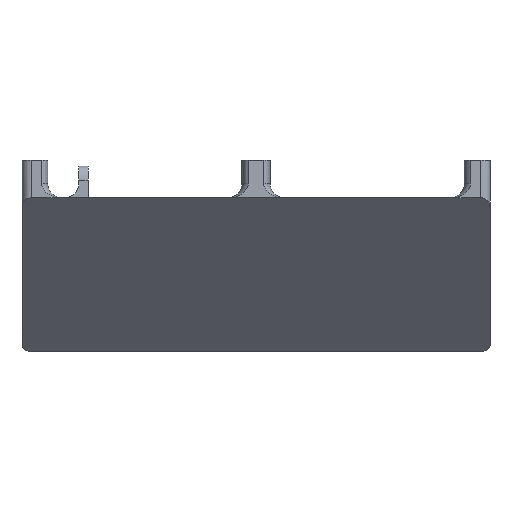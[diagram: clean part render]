
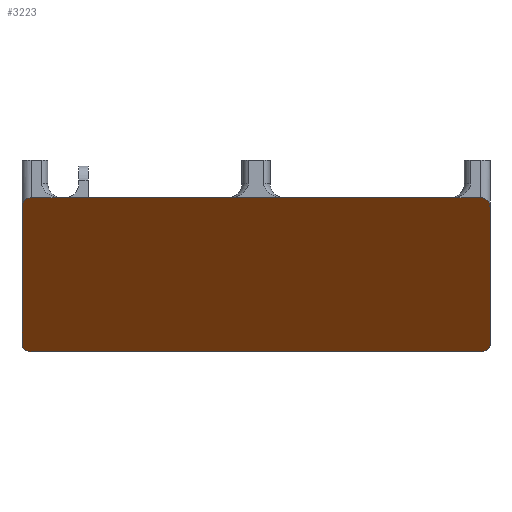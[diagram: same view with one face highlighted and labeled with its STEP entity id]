
A CAD part, front view. The second image highlights one B-rep face of the part: STEP entity #3223.
In plain terms, the highlighted planar face has unit normal (0, -0.707, -0.707).
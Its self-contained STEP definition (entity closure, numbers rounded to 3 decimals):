
#55 = LINE ( 'NONE', #1623, #5908 ) ;
#96 = VERTEX_POINT ( 'NONE', #2211 ) ;
#136 = CARTESIAN_POINT ( 'NONE',  ( -2.536, 61.507, -78.972 ) ) ;
#202 = LINE ( 'NONE', #3668, #3850 ) ;
#272 = CARTESIAN_POINT ( 'NONE',  ( 1.464, 2.536, -20. ) ) ;
#285 = VERTEX_POINT ( 'NONE', #2016 ) ;
#349 = EDGE_CURVE ( 'NONE', #4751, #4453, #5451, .T. ) ;
#429 = EDGE_CURVE ( 'NONE', #3670, #642, #1219, .T. ) ;
#441 = DIRECTION ( 'NONE',  ( 0., -0.707, 0.707 ) ) ;
#538 = LINE ( 'NONE', #1057, #6119 ) ;
#570 = VECTOR ( 'NONE', #3863, 1000. ) ;
#613 = AXIS2_PLACEMENT_3D ( 'NONE', #1180, #1707, #1676 ) ;
#631 = DIRECTION ( 'NONE',  ( -1., 0., 0. ) ) ;
#642 = VERTEX_POINT ( 'NONE', #2327 ) ;
#918 = LINE ( 'NONE', #2924, #570 ) ;
#981 = CARTESIAN_POINT ( 'NONE',  ( -198.536, 0.192, -17.657 ) ) ;
#1046 = CARTESIAN_POINT ( 'NONE',  ( 148.598, -1.464, -16. ) ) ;
#1057 = CARTESIAN_POINT ( 'NONE',  ( -198.536, 64.336, -81.8 ) ) ;
#1139 = AXIS2_PLACEMENT_3D ( 'NONE', #136, #1150, #2138 ) ;
#1150 = DIRECTION ( 'NONE',  ( 0., -0.707, -0.707 ) ) ;
#1178 = EDGE_CURVE ( 'NONE', #285, #96, #55, .T. ) ;
#1180 = CARTESIAN_POINT ( 'NONE',  ( 148.598, 64.336, -81.8 ) ) ;
#1219 = LINE ( 'NONE', #2728, #5275 ) ;
#1250 = DIRECTION ( 'NONE',  ( -1., 0., 0. ) ) ;
#1520 = ORIENTED_EDGE ( 'NONE', *, *, #1178, .F. ) ;
#1589 = EDGE_CURVE ( 'NONE', #6065, #96, #5101, .T. ) ;
#1623 = CARTESIAN_POINT ( 'NONE',  ( -198.536, -1.464, -16. ) ) ;
#1645 = CARTESIAN_POINT ( 'NONE',  ( -194.536, 61.507, -78.972 ) ) ;
#1676 = DIRECTION ( 'NONE',  ( 0., -0.707, 0.707 ) ) ;
#1707 = DIRECTION ( 'NONE',  ( 0., 0.707, 0.707 ) ) ;
#1717 = VERTEX_POINT ( 'NONE', #6086 ) ;
#1832 = CARTESIAN_POINT ( 'NONE',  ( -2.536, -1.464, -16. ) ) ;
#2016 = CARTESIAN_POINT ( 'NONE',  ( -194.536, -1.464, -16. ) ) ;
#2037 = CARTESIAN_POINT ( 'NONE',  ( -198.536, 2.536, -20. ) ) ;
#2138 = DIRECTION ( 'NONE',  ( 0., -0.707, 0.707 ) ) ;
#2153 = VECTOR ( 'NONE', #4957, 1000. ) ;
#2211 = CARTESIAN_POINT ( 'NONE',  ( -182.627, -1.464, -16. ) ) ;
#2231 = ORIENTED_EDGE ( 'NONE', *, *, #429, .F. ) ;
#2257 = CARTESIAN_POINT ( 'NONE',  ( -14.444, -1.464, -16. ) ) ;
#2295 = EDGE_LOOP ( 'NONE', ( #2799, #4775, #2429, #5882, #2712, #4174, #1520, #4960, #4384, #2676, #2231, #6438 ) ) ;
#2303 = FACE_OUTER_BOUND ( 'NONE', #2295, .T. ) ;
#2327 = CARTESIAN_POINT ( 'NONE',  ( -194.536, 64.336, -81.8 ) ) ;
#2429 = ORIENTED_EDGE ( 'NONE', *, *, #3230, .T. ) ;
#2462 = CARTESIAN_POINT ( 'NONE',  ( 1.464, 2.536, -20. ) ) ;
#2501 = CARTESIAN_POINT ( 'NONE',  ( -196.879, -1.464, -16. ) ) ;
#2543 = CARTESIAN_POINT ( 'NONE',  ( -198.536, 2.536, -20. ) ) ;
#2676 = ORIENTED_EDGE ( 'NONE', *, *, #3154, .T. ) ;
#2712 = ORIENTED_EDGE ( 'NONE', *, *, #3181, .F. ) ;
#2721 = CARTESIAN_POINT ( 'NONE',  ( -2.536, -1.464, -16. ) ) ;
#2728 = CARTESIAN_POINT ( 'NONE',  ( 148.598, 64.336, -81.8 ) ) ;
#2750 = VECTOR ( 'NONE', #4678, 1000. ) ;
#2799 = ORIENTED_EDGE ( 'NONE', *, *, #349, .F. ) ;
#2910 = EDGE_CURVE ( 'NONE', #4751, #3225, #3701, .T. ) ;
#2924 = CARTESIAN_POINT ( 'NONE',  ( 148.598, -1.464, -16. ) ) ;
#2962 = CARTESIAN_POINT ( 'NONE',  ( 1.464, 64.336, -81.8 ) ) ;
#3124 = VERTEX_POINT ( 'NONE', #2543 ) ;
#3143 = EDGE_CURVE ( 'NONE', #3670, #4453, #4165, .T. ) ;
#3151 = DIRECTION ( 'NONE',  ( 0., -0.707, -0.707 ) ) ;
#3154 = EDGE_CURVE ( 'NONE', #3594, #642, #5537, .T. ) ;
#3181 = EDGE_CURVE ( 'NONE', #6065, #1717, #202, .T. ) ;
#3223 = ADVANCED_FACE ( 'NONE', ( #2303 ), #3799, .F. ) ;
#3225 = VERTEX_POINT ( 'NONE', #2721 ) ;
#3230 = EDGE_CURVE ( 'NONE', #3225, #3664, #3698, .T. ) ;
#3584 = DIRECTION ( 'NONE',  ( 1., 0., 0. ) ) ;
#3594 = VERTEX_POINT ( 'NONE', #5982 ) ;
#3610 = DIRECTION ( 'NONE',  ( 0., 0.707, -0.707 ) ) ;
#3664 = VERTEX_POINT ( 'NONE', #2257 ) ;
#3668 = CARTESIAN_POINT ( 'NONE',  ( -95.219, -1.464, -16. ) ) ;
#3670 = VERTEX_POINT ( 'NONE', #5814 ) ;
#3698 = LINE ( 'NONE', #5697, #6054 ) ;
#3701 =( BOUNDED_CURVE ( )  B_SPLINE_CURVE ( 3, ( #2462, #4325, #3857, #1832 ),
 .UNSPECIFIED., .F., .F. ) 
 B_SPLINE_CURVE_WITH_KNOTS ( ( 4, 4 ),
 ( 4.712, 6.283 ),
 .UNSPECIFIED. ) 
 CURVE ( )  GEOMETRIC_REPRESENTATION_ITEM ( )  RATIONAL_B_SPLINE_CURVE ( ( 1., 0.805, 0.805, 1. ) ) 
 REPRESENTATION_ITEM ( '' )  );
#3799 = PLANE ( 'NONE',  #613 ) ;
#3822 = CARTESIAN_POINT ( 'NONE',  ( 1.464, 61.507, -78.972 ) ) ;
#3850 = VECTOR ( 'NONE', #6258, 1000. ) ;
#3856 = CARTESIAN_POINT ( 'NONE',  ( -109.444, -1.464, -16. ) ) ;
#3857 = CARTESIAN_POINT ( 'NONE',  ( -0.192, -1.464, -16. ) ) ;
#3863 = DIRECTION ( 'NONE',  ( -1., 0., 0. ) ) ;
#4105 = EDGE_CURVE ( 'NONE', #3664, #1717, #918, .T. ) ;
#4165 = CIRCLE ( 'NONE', #1139, 4. ) ;
#4174 = ORIENTED_EDGE ( 'NONE', *, *, #1589, .T. ) ;
#4178 = EDGE_CURVE ( 'NONE', #285, #3124, #4420, .T. ) ;
#4325 = CARTESIAN_POINT ( 'NONE',  ( 1.464, 0.192, -17.657 ) ) ;
#4384 = ORIENTED_EDGE ( 'NONE', *, *, #4666, .T. ) ;
#4420 =( BOUNDED_CURVE ( )  B_SPLINE_CURVE ( 3, ( #5930, #2501, #981, #2037 ),
 .UNSPECIFIED., .F., .T. ) 
 B_SPLINE_CURVE_WITH_KNOTS ( ( 4, 4 ),
 ( 0., 1.571 ),
 .UNSPECIFIED. ) 
 CURVE ( )  GEOMETRIC_REPRESENTATION_ITEM ( )  RATIONAL_B_SPLINE_CURVE ( ( 1., 0.805, 0.805, 1. ) ) 
 REPRESENTATION_ITEM ( '' )  );
#4453 = VERTEX_POINT ( 'NONE', #3822 ) ;
#4495 = AXIS2_PLACEMENT_3D ( 'NONE', #1645, #3151, #441 ) ;
#4666 = EDGE_CURVE ( 'NONE', #3124, #3594, #538, .T. ) ;
#4678 = DIRECTION ( 'NONE',  ( -1., 0., 0. ) ) ;
#4751 = VERTEX_POINT ( 'NONE', #272 ) ;
#4775 = ORIENTED_EDGE ( 'NONE', *, *, #2910, .T. ) ;
#4957 = DIRECTION ( 'NONE',  ( 0., 0.707, -0.707 ) ) ;
#4960 = ORIENTED_EDGE ( 'NONE', *, *, #4178, .T. ) ;
#5101 = LINE ( 'NONE', #1046, #2750 ) ;
#5275 = VECTOR ( 'NONE', #631, 1000. ) ;
#5451 = LINE ( 'NONE', #2962, #2153 ) ;
#5537 = CIRCLE ( 'NONE', #4495, 4. ) ;
#5697 = CARTESIAN_POINT ( 'NONE',  ( 148.598, -1.464, -16. ) ) ;
#5814 = CARTESIAN_POINT ( 'NONE',  ( -2.536, 64.336, -81.8 ) ) ;
#5882 = ORIENTED_EDGE ( 'NONE', *, *, #4105, .T. ) ;
#5908 = VECTOR ( 'NONE', #3584, 1000. ) ;
#5930 = CARTESIAN_POINT ( 'NONE',  ( -194.536, -1.464, -16. ) ) ;
#5982 = CARTESIAN_POINT ( 'NONE',  ( -198.536, 61.507, -78.972 ) ) ;
#6054 = VECTOR ( 'NONE', #1250, 1000. ) ;
#6065 = VERTEX_POINT ( 'NONE', #3856 ) ;
#6086 = CARTESIAN_POINT ( 'NONE',  ( -87.627, -1.464, -16. ) ) ;
#6119 = VECTOR ( 'NONE', #3610, 1000. ) ;
#6258 = DIRECTION ( 'NONE',  ( 1., 0., 0. ) ) ;
#6438 = ORIENTED_EDGE ( 'NONE', *, *, #3143, .T. ) ;
